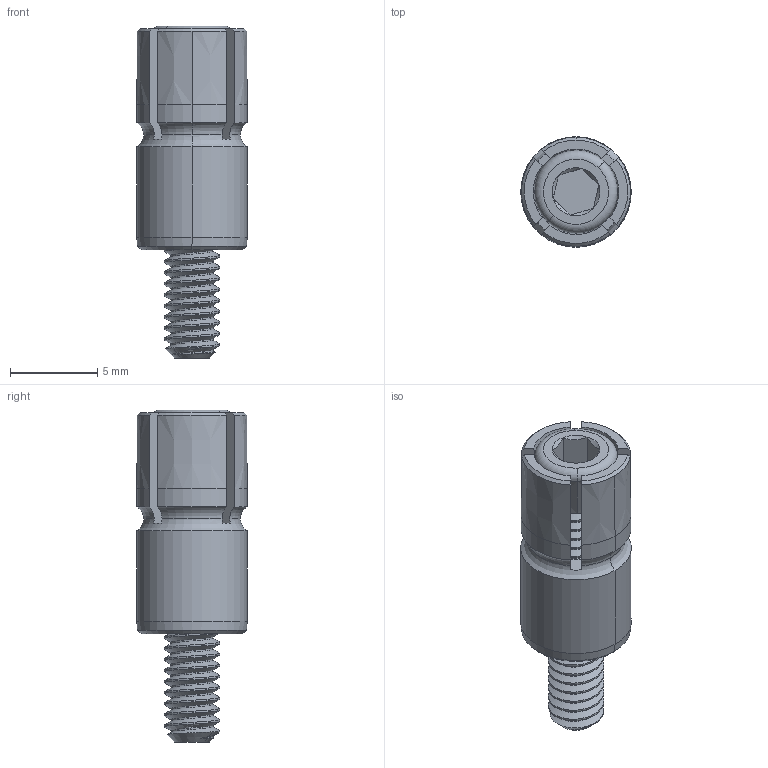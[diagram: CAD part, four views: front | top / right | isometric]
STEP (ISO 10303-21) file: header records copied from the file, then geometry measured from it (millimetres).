
FILE_DESCRIPTION (( 'STEP AP214' ), '1' );
FILE_NAME ('31730.STEP', '2016-02-25T16:40:40', ( 'Mike W' ), ( '' ), 'SwSTEP 2.0', 'SolidWorks 2015', '' );
FILE_SCHEMA (( 'AUTOMOTIVE_DESIGN' ));
Length unit declared in the file: inch
Products named in the file (3): 31731S_31731S; 317301_317301; 31730
Assembly tree (2 placements, depth 2):
  31730
    317301_317301
    31731S_31731S
Bounding box: 6.34 x 6.34 x 19.05 mm (x, y, z)
Volume: 375.7 mm3; surface area: 772.9 mm2
Topology: 2 solids, 2 shells, 183 faces, 506 edges, 328 vertices
Faces by surface type: cylinder 111, cone 33, plane 27, torus 10, bspline 2
Entity records: 8828 total; most frequent: CARTESIAN_POINT 4644, ORIENTED_EDGE 1012, DIRECTION 714, EDGE_CURVE 506, VERTEX_POINT 328, AXIS2_PLACEMENT_3D 275, EDGE_LOOP 186, ADVANCED_FACE 183
